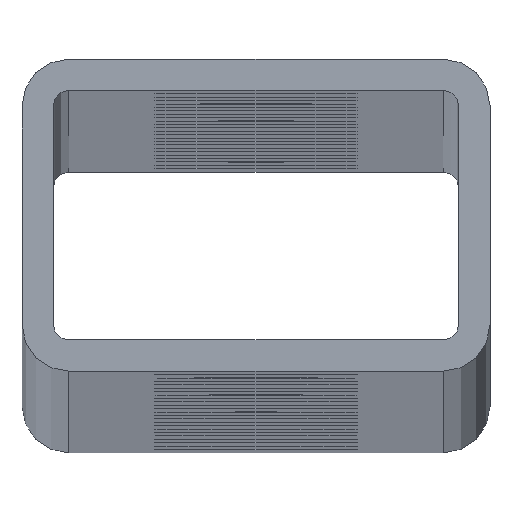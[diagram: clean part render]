
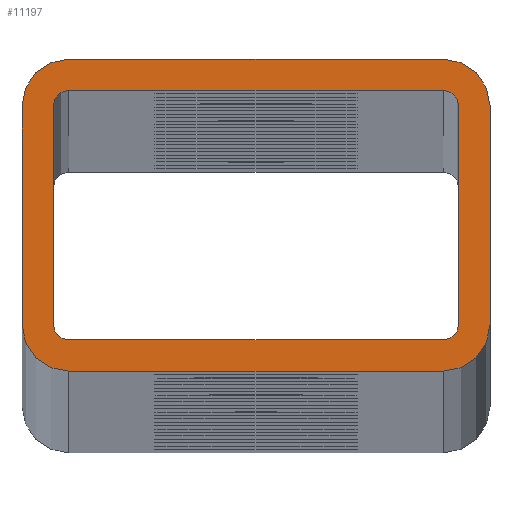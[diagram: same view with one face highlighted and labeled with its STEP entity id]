
A CAD part, top view. The second image highlights one B-rep face of the part: STEP entity #11197.
In plain terms, the highlighted planar face has unit normal (0, 0, 1).
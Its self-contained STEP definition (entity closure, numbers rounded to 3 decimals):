
#440 = CARTESIAN_POINT ( 'NONE',  ( -13., 7., 1500. ) ) ;
#489 = DIRECTION ( 'NONE',  ( 0., -1., 0. ) ) ;
#560 = VERTEX_POINT ( 'NONE', #5568 ) ;
#588 = ORIENTED_EDGE ( 'NONE', *, *, #14274, .T. ) ;
#689 = LINE ( 'NONE', #4403, #3712 ) ;
#1012 = DIRECTION ( 'NONE',  ( 0., -1., 0. ) ) ;
#1062 = EDGE_CURVE ( 'NONE', #6020, #2170, #5977, .T. ) ;
#1063 = CIRCLE ( 'NONE', #8924, 1. ) ;
#1067 = DIRECTION ( 'NONE',  ( 0., 0., 1. ) ) ;
#1073 = CARTESIAN_POINT ( 'NONE',  ( 12., 7., 1500. ) ) ;
#1094 = CARTESIAN_POINT ( 'NONE',  ( -15., 7., 1500. ) ) ;
#1461 = AXIS2_PLACEMENT_3D ( 'NONE', #2126, #4528, #12337 ) ;
#1500 = CARTESIAN_POINT ( 'NONE',  ( -12., 7., 1500. ) ) ;
#1672 = CARTESIAN_POINT ( 'NONE',  ( 13., -7., 1500. ) ) ;
#1692 = ORIENTED_EDGE ( 'NONE', *, *, #9934, .T. ) ;
#1731 = EDGE_CURVE ( 'NONE', #9953, #7431, #689, .T. ) ;
#1738 = EDGE_CURVE ( 'NONE', #12554, #12030, #12139, .T. ) ;
#1785 = VECTOR ( 'NONE', #10758, 1000. ) ;
#1833 = EDGE_CURVE ( 'NONE', #2170, #6093, #1063, .T. ) ;
#1867 = PLANE ( 'NONE',  #14534 ) ;
#1999 = EDGE_CURVE ( 'NONE', #6093, #12554, #3885, .T. ) ;
#2065 = ORIENTED_EDGE ( 'NONE', *, *, #4189, .T. ) ;
#2126 = CARTESIAN_POINT ( 'NONE',  ( -12., 7., 1500. ) ) ;
#2170 = VERTEX_POINT ( 'NONE', #12236 ) ;
#2290 = CARTESIAN_POINT ( 'NONE',  ( 13., 7., 1500. ) ) ;
#2620 = FACE_OUTER_BOUND ( 'NONE', #9537, .T. ) ;
#2671 = CARTESIAN_POINT ( 'NONE',  ( 15., -7., 1500. ) ) ;
#2770 = EDGE_CURVE ( 'NONE', #12030, #5176, #10031, .T. ) ;
#2783 = CARTESIAN_POINT ( 'NONE',  ( -12., 8., 1500. ) ) ;
#2959 = CARTESIAN_POINT ( 'NONE',  ( -13., 7., 1500. ) ) ;
#3002 = DIRECTION ( 'NONE',  ( 1., 0., 0. ) ) ;
#3106 = ORIENTED_EDGE ( 'NONE', *, *, #5276, .F. ) ;
#3400 = DIRECTION ( 'NONE',  ( 1., 0., 0. ) ) ;
#3520 = CARTESIAN_POINT ( 'NONE',  ( 13., 7., 1500. ) ) ;
#3712 = VECTOR ( 'NONE', #1012, 1000. ) ;
#3755 = DIRECTION ( 'NONE',  ( -1., 0., 0. ) ) ;
#3761 = VERTEX_POINT ( 'NONE', #7099 ) ;
#3885 = LINE ( 'NONE', #440, #6879 ) ;
#3980 = VECTOR ( 'NONE', #9151, 1000. ) ;
#4158 = LINE ( 'NONE', #7145, #8368 ) ;
#4189 = EDGE_CURVE ( 'NONE', #4456, #6926, #10006, .T. ) ;
#4258 = CARTESIAN_POINT ( 'NONE',  ( 12., -10., 1500. ) ) ;
#4403 = CARTESIAN_POINT ( 'NONE',  ( -15., 7., 1500. ) ) ;
#4456 = VERTEX_POINT ( 'NONE', #4258 ) ;
#4484 = CARTESIAN_POINT ( 'NONE',  ( -12., -10., 1500. ) ) ;
#4528 = DIRECTION ( 'NONE',  ( 0., 0., 1. ) ) ;
#4547 = DIRECTION ( 'NONE',  ( 1., 0., 0. ) ) ;
#4863 = AXIS2_PLACEMENT_3D ( 'NONE', #1073, #8936, #3400 ) ;
#4888 = DIRECTION ( 'NONE',  ( 0., 1., 0. ) ) ;
#4978 = AXIS2_PLACEMENT_3D ( 'NONE', #5677, #1067, #8973 ) ;
#5176 = VERTEX_POINT ( 'NONE', #13388 ) ;
#5276 = EDGE_CURVE ( 'NONE', #8868, #6020, #8226, .T. ) ;
#5377 = CIRCLE ( 'NONE', #4863, 3. ) ;
#5498 = ORIENTED_EDGE ( 'NONE', *, *, #1738, .F. ) ;
#5568 = CARTESIAN_POINT ( 'NONE',  ( 15., 7., 1500. ) ) ;
#5677 = CARTESIAN_POINT ( 'NONE',  ( 12., 7., 1500. ) ) ;
#5714 = CARTESIAN_POINT ( 'NONE',  ( -15., -7., 1500. ) ) ;
#5723 = CARTESIAN_POINT ( 'NONE',  ( -12., -7., 1500. ) ) ;
#5928 = DIRECTION ( 'NONE',  ( 0., 0., 1. ) ) ;
#5977 = LINE ( 'NONE', #2783, #1785 ) ;
#6019 = EDGE_LOOP ( 'NONE', ( #7454, #14350, #13755, #3106, #9826, #10465, #8656, #5498 ) ) ;
#6020 = VERTEX_POINT ( 'NONE', #6552 ) ;
#6093 = VERTEX_POINT ( 'NONE', #2959 ) ;
#6211 = AXIS2_PLACEMENT_3D ( 'NONE', #12813, #10836, #3002 ) ;
#6238 = ORIENTED_EDGE ( 'NONE', *, *, #11049, .T. ) ;
#6507 = AXIS2_PLACEMENT_3D ( 'NONE', #12672, #10406, #12629 ) ;
#6519 = CARTESIAN_POINT ( 'NONE',  ( -12., -10., 1500. ) ) ;
#6552 = CARTESIAN_POINT ( 'NONE',  ( 12., 8., 1500. ) ) ;
#6857 = VECTOR ( 'NONE', #12304, 1000. ) ;
#6879 = VECTOR ( 'NONE', #489, 1000. ) ;
#6926 = VERTEX_POINT ( 'NONE', #2671 ) ;
#7099 = CARTESIAN_POINT ( 'NONE',  ( 12., 10., 1500. ) ) ;
#7137 = AXIS2_PLACEMENT_3D ( 'NONE', #12227, #13458, #9922 ) ;
#7145 = CARTESIAN_POINT ( 'NONE',  ( 15., 7., 1500. ) ) ;
#7409 = CIRCLE ( 'NONE', #1461, 3. ) ;
#7431 = VERTEX_POINT ( 'NONE', #5714 ) ;
#7454 = ORIENTED_EDGE ( 'NONE', *, *, #1999, .F. ) ;
#8192 = VERTEX_POINT ( 'NONE', #6519 ) ;
#8226 = CIRCLE ( 'NONE', #4978, 1. ) ;
#8271 = LINE ( 'NONE', #9597, #8798 ) ;
#8368 = VECTOR ( 'NONE', #4888, 1000. ) ;
#8501 = ORIENTED_EDGE ( 'NONE', *, *, #13307, .T. ) ;
#8656 = ORIENTED_EDGE ( 'NONE', *, *, #2770, .F. ) ;
#8718 = VERTEX_POINT ( 'NONE', #13039 ) ;
#8731 = AXIS2_PLACEMENT_3D ( 'NONE', #5723, #11261, #4547 ) ;
#8732 = ORIENTED_EDGE ( 'NONE', *, *, #9558, .T. ) ;
#8761 = CARTESIAN_POINT ( 'NONE',  ( -12., -8., 1500. ) ) ;
#8798 = VECTOR ( 'NONE', #11572, 1000. ) ;
#8856 = CARTESIAN_POINT ( 'NONE',  ( -12., -8., 1500. ) ) ;
#8868 = VERTEX_POINT ( 'NONE', #2290 ) ;
#8907 = DIRECTION ( 'NONE',  ( 1., 0., 0. ) ) ;
#8924 = AXIS2_PLACEMENT_3D ( 'NONE', #1500, #12871, #3755 ) ;
#8936 = DIRECTION ( 'NONE',  ( 0., 0., 1. ) ) ;
#8973 = DIRECTION ( 'NONE',  ( 1., 0., 0. ) ) ;
#9151 = DIRECTION ( 'NONE',  ( 0., 1., 0. ) ) ;
#9371 = CARTESIAN_POINT ( 'NONE',  ( 12., 7., 1500. ) ) ;
#9491 = VECTOR ( 'NONE', #8907, 1000. ) ;
#9537 = EDGE_LOOP ( 'NONE', ( #8501, #8732, #588, #13619, #6238, #1692, #2065, #13623 ) ) ;
#9558 = EDGE_CURVE ( 'NONE', #3761, #8718, #8271, .T. ) ;
#9597 = CARTESIAN_POINT ( 'NONE',  ( -12., 10., 1500. ) ) ;
#9826 = ORIENTED_EDGE ( 'NONE', *, *, #13001, .F. ) ;
#9922 = DIRECTION ( 'NONE',  ( 1., 0., 0. ) ) ;
#9934 = EDGE_CURVE ( 'NONE', #8192, #4456, #10023, .T. ) ;
#9953 = VERTEX_POINT ( 'NONE', #1094 ) ;
#10006 = CIRCLE ( 'NONE', #7137, 3. ) ;
#10023 = LINE ( 'NONE', #4484, #9491 ) ;
#10031 = LINE ( 'NONE', #8856, #6857 ) ;
#10406 = DIRECTION ( 'NONE',  ( 0., 0., 1. ) ) ;
#10465 = ORIENTED_EDGE ( 'NONE', *, *, #11116, .F. ) ;
#10758 = DIRECTION ( 'NONE',  ( -1., 0., 0. ) ) ;
#10830 = LINE ( 'NONE', #3520, #3980 ) ;
#10836 = DIRECTION ( 'NONE',  ( 0., 0., 1. ) ) ;
#10854 = FACE_BOUND ( 'NONE', #6019, .T. ) ;
#11004 = CARTESIAN_POINT ( 'NONE',  ( -13., -7., 1500. ) ) ;
#11049 = EDGE_CURVE ( 'NONE', #7431, #8192, #13159, .T. ) ;
#11116 = EDGE_CURVE ( 'NONE', #5176, #13109, #11588, .T. ) ;
#11197 = ADVANCED_FACE ( 'NONE', ( #2620, #10854 ), #1867, .T. ) ;
#11261 = DIRECTION ( 'NONE',  ( 0., 0., 1. ) ) ;
#11572 = DIRECTION ( 'NONE',  ( -1., 0., 0. ) ) ;
#11588 = CIRCLE ( 'NONE', #6211, 1. ) ;
#12030 = VERTEX_POINT ( 'NONE', #8761 ) ;
#12139 = CIRCLE ( 'NONE', #8731, 1. ) ;
#12227 = CARTESIAN_POINT ( 'NONE',  ( 12., -7., 1500. ) ) ;
#12236 = CARTESIAN_POINT ( 'NONE',  ( -12., 8., 1500. ) ) ;
#12304 = DIRECTION ( 'NONE',  ( 1., 0., 0. ) ) ;
#12337 = DIRECTION ( 'NONE',  ( -1., 0., 0. ) ) ;
#12554 = VERTEX_POINT ( 'NONE', #11004 ) ;
#12629 = DIRECTION ( 'NONE',  ( 1., 0., 0. ) ) ;
#12672 = CARTESIAN_POINT ( 'NONE',  ( -12., -7., 1500. ) ) ;
#12813 = CARTESIAN_POINT ( 'NONE',  ( 12., -7., 1500. ) ) ;
#12871 = DIRECTION ( 'NONE',  ( 0., 0., 1. ) ) ;
#13001 = EDGE_CURVE ( 'NONE', #13109, #8868, #10830, .T. ) ;
#13039 = CARTESIAN_POINT ( 'NONE',  ( -12., 10., 1500. ) ) ;
#13109 = VERTEX_POINT ( 'NONE', #1672 ) ;
#13159 = CIRCLE ( 'NONE', #6507, 3. ) ;
#13307 = EDGE_CURVE ( 'NONE', #560, #3761, #5377, .T. ) ;
#13388 = CARTESIAN_POINT ( 'NONE',  ( 12., -8., 1500. ) ) ;
#13458 = DIRECTION ( 'NONE',  ( 0., 0., 1. ) ) ;
#13619 = ORIENTED_EDGE ( 'NONE', *, *, #1731, .T. ) ;
#13623 = ORIENTED_EDGE ( 'NONE', *, *, #13753, .T. ) ;
#13753 = EDGE_CURVE ( 'NONE', #6926, #560, #4158, .T. ) ;
#13755 = ORIENTED_EDGE ( 'NONE', *, *, #1062, .F. ) ;
#13937 = DIRECTION ( 'NONE',  ( 1., 0., 0. ) ) ;
#14274 = EDGE_CURVE ( 'NONE', #8718, #9953, #7409, .T. ) ;
#14350 = ORIENTED_EDGE ( 'NONE', *, *, #1833, .F. ) ;
#14534 = AXIS2_PLACEMENT_3D ( 'NONE', #9371, #5928, #13937 ) ;
